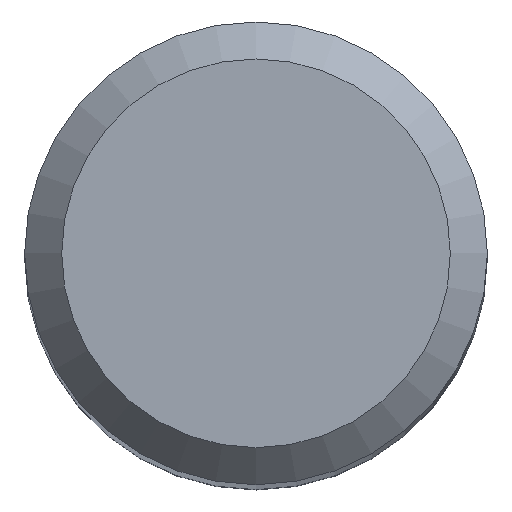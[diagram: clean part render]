
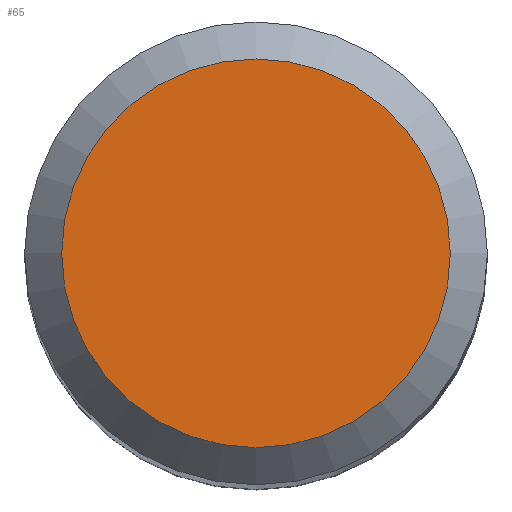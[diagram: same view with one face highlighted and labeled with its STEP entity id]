
A CAD part, top view. The second image highlights one B-rep face of the part: STEP entity #65.
In plain terms, the highlighted planar face has unit normal (0, 0, 1).
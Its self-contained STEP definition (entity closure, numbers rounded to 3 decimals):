
#50=PLANE('',#169);
#56=FACE_OUTER_BOUND('',#92,.T.);
#65=ADVANCED_FACE('',(#56),#50,.F.);
#92=EDGE_LOOP('',(#108));
#108=ORIENTED_EDGE('',*,*,#127,.T.);
#119=VERTEX_POINT('',#237);
#127=EDGE_CURVE('',#119,#119,#135,.T.);
#135=CIRCLE('',#168,4.2);
#168=AXIS2_PLACEMENT_3D('',#236,#203,#204);
#169=AXIS2_PLACEMENT_3D('',#238,#205,#206);
#203=DIRECTION('',(0.,0.,1.));
#204=DIRECTION('',(0.,-1.,0.));
#205=DIRECTION('',(0.,0.,-1.));
#206=DIRECTION('',(0.,1.,0.));
#236=CARTESIAN_POINT('',(0.,0.,57.));
#237=CARTESIAN_POINT('',(0.,-4.2,57.));
#238=CARTESIAN_POINT('',(0.,4.2,57.));
